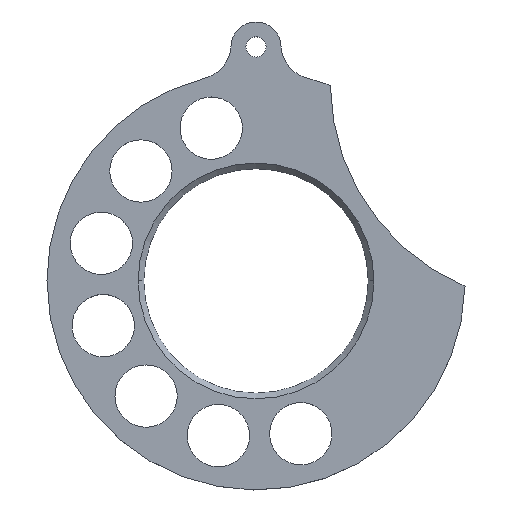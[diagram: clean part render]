
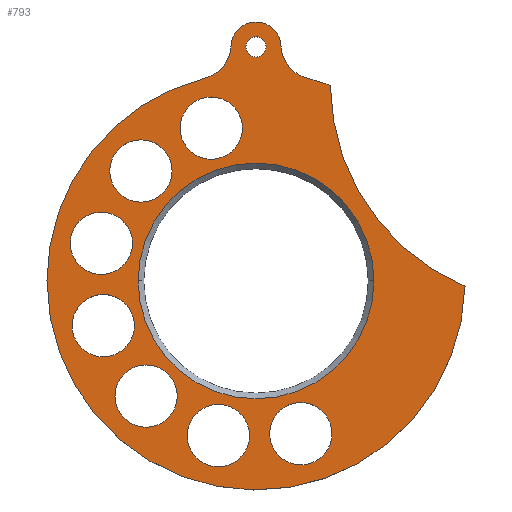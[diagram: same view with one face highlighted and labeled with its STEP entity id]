
A CAD part, top view. The second image highlights one B-rep face of the part: STEP entity #793.
In plain terms, the highlighted planar face has unit normal (0, 0, 1).
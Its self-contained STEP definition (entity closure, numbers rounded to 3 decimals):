
#52=CARTESIAN_POINT('POINT5',(-0.208,0.,
   0.04));
#53=VERTEX_POINT('VERTEX5',#52);
#60=CARTESIAN_POINT('POINT6',(0.208,0.,
   0.04));
#61=VERTEX_POINT('VERTEX6',#60);
#62=CARTESIAN_POINT('POS7',(0.,0.,0.04));
#63=DIRECTION('DIR10',(0.,0.,-1.));
#64=DIRECTION('DIR11',(1.,0.,0.));
#65=AXIS2_PLACEMENT_3D('AXIS4',#62,#63,#64);
#66=CIRCLE('ELLIPSE3',#65,0.208);
#67=EDGE_CURVE('EDGE8',#53,#61,#66,.F.);
#87=EDGE_CURVE('EDGE10',#61,#53,#66,.F.);
#94=CARTESIAN_POINT('POINT8',(-0.018,0.413,0.04));
#95=VERTEX_POINT('VERTEX8',#94);
#111=CARTESIAN_POINT('POINT10',(0.018,0.413,0.04));
#112=VERTEX_POINT('VERTEX10',#111);
#119=CARTESIAN_POINT('POS13',(0.,0.413,0.04));
#120=DIRECTION('DIR19',(0.,0.,-1.));
#121=DIRECTION('DIR20',(-1.,0.,0.));
#122=AXIS2_PLACEMENT_3D('AXIS7',#119,#120,#121);
#123=CIRCLE('ELLIPSE5',#122,0.018);
#124=EDGE_CURVE('EDGE14',#112,#95,#123,.F.);
#135=EDGE_CURVE('EDGE15',#95,#112,#123,.F.);
#145=CARTESIAN_POINT('POINT12',(-0.325,-0.079,
   0.04));
#146=VERTEX_POINT('VERTEX12',#145);
#162=CARTESIAN_POINT('POINT14',(-0.215,-0.079,
   0.04));
#163=VERTEX_POINT('VERTEX14',#162);
#170=CARTESIAN_POINT('POS18',(-0.27,-0.079,0.04)
   );
#171=DIRECTION('DIR27',(0.,0.,-1.));
#172=DIRECTION('DIR28',(-1.,0.,0.));
#173=AXIS2_PLACEMENT_3D('AXIS10',#170,#171,#172);
#174=CIRCLE('ELLIPSE7',#173,0.055);
#175=EDGE_CURVE('EDGE20',#163,#146,#174,.F.);
#186=EDGE_CURVE('EDGE21',#146,#163,#174,.F.);
#196=CARTESIAN_POINT('POINT16',(-0.249,
   -0.203,0.04));
#197=VERTEX_POINT('VERTEX16',#196);
#213=CARTESIAN_POINT('POINT18',(-0.139,
   -0.203,0.04));
#214=VERTEX_POINT('VERTEX18',#213);
#221=CARTESIAN_POINT('POS23',(-0.194,
   -0.203,0.04));
#222=DIRECTION('DIR35',(0.,0.,-1.));
#223=DIRECTION('DIR36',(-1.,0.,0.));
#224=AXIS2_PLACEMENT_3D('AXIS13',#221,#222,#223);
#225=CIRCLE('ELLIPSE9',#224,0.055);
#226=EDGE_CURVE('EDGE26',#214,#197,#225,.F.);
#237=EDGE_CURVE('EDGE27',#197,#214,#225,.F.);
#247=CARTESIAN_POINT('POINT20',(-0.121,
   -0.273,0.04));
#248=VERTEX_POINT('VERTEX20',#247);
#264=CARTESIAN_POINT('POINT22',(-0.011,
   -0.273,0.04));
#265=VERTEX_POINT('VERTEX22',#264);
#272=CARTESIAN_POINT('POS28',(-0.066,
   -0.273,0.04));
#273=DIRECTION('DIR43',(0.,0.,-1.));
#274=DIRECTION('DIR44',(-1.,0.,0.));
#275=AXIS2_PLACEMENT_3D('AXIS16',#272,#273,#274);
#276=CIRCLE('ELLIPSE11',#275,0.055);
#277=EDGE_CURVE('EDGE32',#265,#248,#276,.F.);
#288=EDGE_CURVE('EDGE33',#248,#265,#276,.F.);
#298=CARTESIAN_POINT('POINT24',(0.024,-0.27,0.04
   ));
#299=VERTEX_POINT('VERTEX24',#298);
#315=CARTESIAN_POINT('POINT26',(0.134,-0.27,
   0.04));
#316=VERTEX_POINT('VERTEX26',#315);
#323=CARTESIAN_POINT('POS33',(0.079,-0.27,0.04))
   ;
#324=DIRECTION('DIR51',(0.,0.,-1.));
#325=DIRECTION('DIR52',(-1.,0.,0.));
#326=AXIS2_PLACEMENT_3D('AXIS19',#323,#324,#325);
#327=CIRCLE('ELLIPSE13',#326,0.055);
#328=EDGE_CURVE('EDGE38',#316,#299,#327,.F.);
#339=EDGE_CURVE('EDGE39',#299,#316,#327,.F.);
#349=CARTESIAN_POINT('POINT28',(-0.328,
   0.066,0.04));
#350=VERTEX_POINT('VERTEX28',#349);
#366=CARTESIAN_POINT('POINT30',(-0.218,
   0.066,0.04));
#367=VERTEX_POINT('VERTEX30',#366);
#374=CARTESIAN_POINT('POS38',(-0.273,
   0.066,0.04));
#375=DIRECTION('DIR59',(0.,0.,-1.));
#376=DIRECTION('DIR60',(-1.,0.,0.));
#377=AXIS2_PLACEMENT_3D('AXIS22',#374,#375,#376);
#378=CIRCLE('ELLIPSE15',#377,0.055);
#379=EDGE_CURVE('EDGE44',#367,#350,#378,.F.);
#390=EDGE_CURVE('EDGE45',#350,#367,#378,.F.);
#400=CARTESIAN_POINT('POINT32',(-0.258,
   0.194,0.04));
#401=VERTEX_POINT('VERTEX32',#400);
#417=CARTESIAN_POINT('POINT34',(-0.148,
   0.194,0.04));
#418=VERTEX_POINT('VERTEX34',#417);
#425=CARTESIAN_POINT('POS43',(-0.203,
   0.194,0.04));
#426=DIRECTION('DIR67',(0.,0.,-1.));
#427=DIRECTION('DIR68',(-1.,0.,0.));
#428=AXIS2_PLACEMENT_3D('AXIS25',#425,#426,#427);
#429=CIRCLE('ELLIPSE17',#428,0.055);
#430=EDGE_CURVE('EDGE50',#418,#401,#429,.F.);
#441=EDGE_CURVE('EDGE51',#401,#418,#429,.F.);
#451=CARTESIAN_POINT('POINT36',(-0.134,0.27,
   0.04));
#452=VERTEX_POINT('VERTEX36',#451);
#468=CARTESIAN_POINT('POINT38',(-0.024,0.27,0.04
   ));
#469=VERTEX_POINT('VERTEX38',#468);
#476=CARTESIAN_POINT('POS48',(-0.079,0.27,0.04))
   ;
#477=DIRECTION('DIR75',(0.,0.,-1.));
#478=DIRECTION('DIR76',(-1.,0.,0.));
#479=AXIS2_PLACEMENT_3D('AXIS28',#476,#477,#478);
#480=CIRCLE('ELLIPSE19',#479,0.055);
#481=EDGE_CURVE('EDGE56',#469,#452,#480,.F.);
#492=EDGE_CURVE('EDGE57',#452,#469,#480,.F.);
#500=CARTESIAN_POINT('POINT39',(0.044,
   0.415,0.04));
#501=VERTEX_POINT('VERTEX39',#500);
#502=CARTESIAN_POINT('POINT40',(0.091,
   0.358,0.04));
#503=VERTEX_POINT('VERTEX40',#502);
#504=CARTESIAN_POINT('POS50',(0.106,
   0.418,0.04));
#505=DIRECTION('DIR79',(0.,0.,
   1.));
#506=DIRECTION('DIR80',(-0.999,-0.045,
   0.));
#507=AXIS2_PLACEMENT_3D('AXIS30',#504,#505,#506);
#508=CIRCLE('ELLIPSE20',#507,0.062);
#509=EDGE_CURVE('EDGE59',#501,#503,#508,.T.);
#542=CARTESIAN_POINT('POINT43',(0.131,
   0.345,0.04));
#543=VERTEX_POINT('VERTEX43',#542);
#544=CARTESIAN_POINT('POS55',(0.,0.,0.04));
#545=DIRECTION('DIR87',(0.,0.,1.));
#546=DIRECTION('DIR88',(0.355,0.935,
   0.));
#547=AXIS2_PLACEMENT_3D('AXIS33',#544,#545,#546);
#548=CIRCLE('ELLIPSE22',#547,0.369);
#549=EDGE_CURVE('EDGE63',#503,#543,#548,.F.);
#584=CARTESIAN_POINT('POINT46',(-0.044,
   0.415,0.04));
#585=VERTEX_POINT('VERTEX46',#584);
#592=CARTESIAN_POINT('POS61',(0.,0.413,0.04));
#593=DIRECTION('DIR97',(0.,0.,-1.));
#594=DIRECTION('DIR98',(-0.999,0.048,
   0.));
#595=AXIS2_PLACEMENT_3D('AXIS37',#592,#593,#594);
#596=CIRCLE('ELLIPSE25',#595,0.044);
#597=EDGE_CURVE('EDGE68',#585,#501,#596,.T.);
#609=CARTESIAN_POINT('POINT47',(0.369,
   -0.009,0.04));
#610=VERTEX_POINT('VERTEX47',#609);
#611=CARTESIAN_POINT('POS63',(0.52,0.349,0.04));
#612=DIRECTION('DIR101',(0.,0.,
   1.));
#613=DIRECTION('DIR102',(-1.,-0.01,
   0.));
#614=AXIS2_PLACEMENT_3D('AXIS39',#611,#612,#613);
#615=CIRCLE('ELLIPSE26',#614,0.389);
#616=EDGE_CURVE('EDGE69',#543,#610,#615,.T.);
#710=CARTESIAN_POINT('POINT51',(-0.091,
   0.358,0.04));
#711=VERTEX_POINT('VERTEX51',#710);
#718=CARTESIAN_POINT('POS71',(-0.106,
   0.418,0.04));
#719=DIRECTION('DIR115',(0.,0.,1.));
#720=DIRECTION('DIR116',(0.246,-0.969,
   0.));
#721=AXIS2_PLACEMENT_3D('AXIS45',#718,#719,#720);
#722=CIRCLE('ELLIPSE30',#721,0.062);
#723=EDGE_CURVE('EDGE76',#711,#585,#722,.T.);
#734=ORIENTED_EDGE('COEDGE126',*,*,#597,.F.);
#735=ORIENTED_EDGE('COEDGE127',*,*,#723,.F.);
#736=CARTESIAN_POINT('POINT52',(-0.369,0.,
   0.04));
#737=VERTEX_POINT('VERTEX52',#736);
#738=CARTESIAN_POINT('POS73',(0.,0.,0.04));
#739=DIRECTION('DIR119',(0.,0.,
   1.));
#740=DIRECTION('DIR120',(-0.246,0.969,
   0.));
#741=AXIS2_PLACEMENT_3D('AXIS47',#738,#739,#740);
#742=CIRCLE('ELLIPSE31',#741,0.369);
#743=EDGE_CURVE('EDGE77',#737,#711,#742,.F.);
#744=ORIENTED_EDGE('COEDGE128',*,*,#743,.F.);
#745=EDGE_CURVE('EDGE78',#610,#737,#742,.F.);
#746=ORIENTED_EDGE('COEDGE129',*,*,#745,.F.);
#747=ORIENTED_EDGE('COEDGE130',*,*,#616,.F.);
#748=ORIENTED_EDGE('COEDGE131',*,*,#549,.F.);
#749=ORIENTED_EDGE('COEDGE132',*,*,#509,.F.);
#750=EDGE_LOOP('NONE',(#734,#735,#744,#746,#747,#748,#749));
#751=FACE_BOUND('LOOP1',#750,.T.);
#752=ORIENTED_EDGE('COEDGE133',*,*,#492,.F.);
#753=ORIENTED_EDGE('COEDGE134',*,*,#481,.F.);
#754=EDGE_LOOP('NONE',(#752,#753));
#755=FACE_BOUND('LOOP1',#754,.T.);
#756=ORIENTED_EDGE('COEDGE135',*,*,#441,.F.);
#757=ORIENTED_EDGE('COEDGE136',*,*,#430,.F.);
#758=EDGE_LOOP('NONE',(#756,#757));
#759=FACE_BOUND('LOOP1',#758,.T.);
#760=ORIENTED_EDGE('COEDGE137',*,*,#390,.F.);
#761=ORIENTED_EDGE('COEDGE138',*,*,#379,.F.);
#762=EDGE_LOOP('NONE',(#760,#761));
#763=FACE_BOUND('LOOP1',#762,.T.);
#764=ORIENTED_EDGE('COEDGE139',*,*,#339,.F.);
#765=ORIENTED_EDGE('COEDGE140',*,*,#328,.F.);
#766=EDGE_LOOP('NONE',(#764,#765));
#767=FACE_BOUND('LOOP1',#766,.T.);
#768=ORIENTED_EDGE('COEDGE141',*,*,#288,.F.);
#769=ORIENTED_EDGE('COEDGE142',*,*,#277,.F.);
#770=EDGE_LOOP('NONE',(#768,#769));
#771=FACE_BOUND('LOOP1',#770,.T.);
#772=ORIENTED_EDGE('COEDGE143',*,*,#237,.F.);
#773=ORIENTED_EDGE('COEDGE144',*,*,#226,.F.);
#774=EDGE_LOOP('NONE',(#772,#773));
#775=FACE_BOUND('LOOP1',#774,.T.);
#776=ORIENTED_EDGE('COEDGE145',*,*,#186,.F.);
#777=ORIENTED_EDGE('COEDGE146',*,*,#175,.F.);
#778=EDGE_LOOP('NONE',(#776,#777));
#779=FACE_BOUND('LOOP1',#778,.T.);
#780=ORIENTED_EDGE('COEDGE147',*,*,#135,.F.);
#781=ORIENTED_EDGE('COEDGE148',*,*,#124,.F.);
#782=EDGE_LOOP('NONE',(#780,#781));
#783=FACE_BOUND('LOOP1',#782,.T.);
#784=ORIENTED_EDGE('COEDGE149',*,*,#87,.F.);
#785=ORIENTED_EDGE('COEDGE150',*,*,#67,.F.);
#786=EDGE_LOOP('NONE',(#784,#785));
#787=FACE_BOUND('LOOP1',#786,.T.);
#788=CARTESIAN_POINT('POS74',(0.,0.,0.04));
#789=DIRECTION('DIR121',(0.,0.,1.));
#790=DIRECTION('DIR122',(1.,0.,0.));
#791=AXIS2_PLACEMENT_3D('AXIS48',#788,#789,#790);
#792=PLANE('PLANE2',#791);
#793=ADVANCED_FACE('FACE27',(#751,#755,#759,#763,#767,#771,#775,#779,
   #783,#787),#792,.T.);
